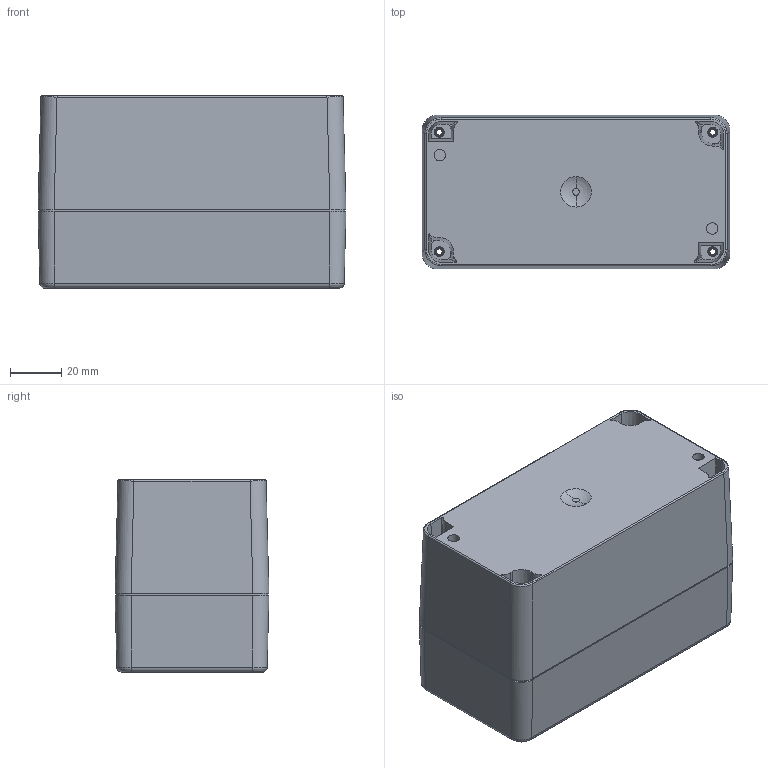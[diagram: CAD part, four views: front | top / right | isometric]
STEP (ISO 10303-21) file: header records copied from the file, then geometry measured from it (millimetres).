
FILE_DESCRIPTION (( 'STEP AP203' ), '1' );
FILE_NAME ('ZP120.60.75.STEP', '2024-11-15T12:05:31', ( '' ), ( '' ), 'SwSTEP 2.0', 'SolidWorks 2015', '' );
FILE_SCHEMA (( 'CONFIG_CONTROL_DESIGN' ));
Length unit declared in the file: millimetre
Products named in the file (5): ZPB120.60.45; ZPC120.60.30; Sleeve; Tulejka M3; ZP120.60.75
Assembly tree (10 placements, depth 2):
  ZP120.60.75
    ZPB120.60.45
    ZPC120.60.30
    Sleeve  x4
    Tulejka M3  x4
Bounding box: 119.99 x 60 x 75 mm (x, y, z)
Volume: 140559.2 mm3; surface area: 94790.9 mm2
Topology: 10 solids, 10 shells, 2775 faces, 5909 edges, 3242 vertices
Faces by surface type: plane 1755, cone 576, bspline 228, cylinder 208, torus 8
Entity records: 46614 total; most frequent: CARTESIAN_POINT 20994, ORIENTED_EDGE 5584, DIRECTION 4443, EDGE_CURVE 2792, VERTEX_POINT 1670, AXIS2_PLACEMENT_3D 1619, EDGE_LOOP 1312, FACE_OUTER_BOUND 1209
